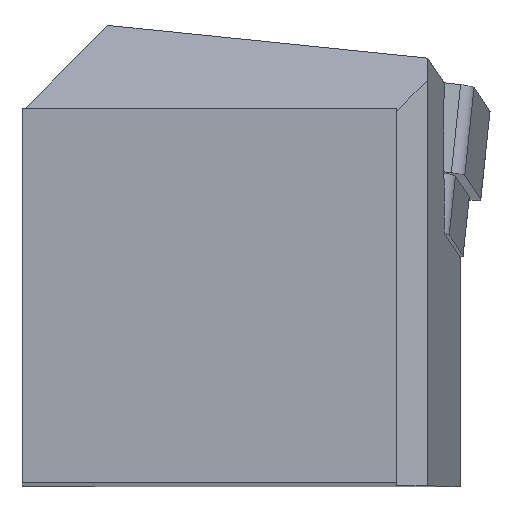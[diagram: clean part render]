
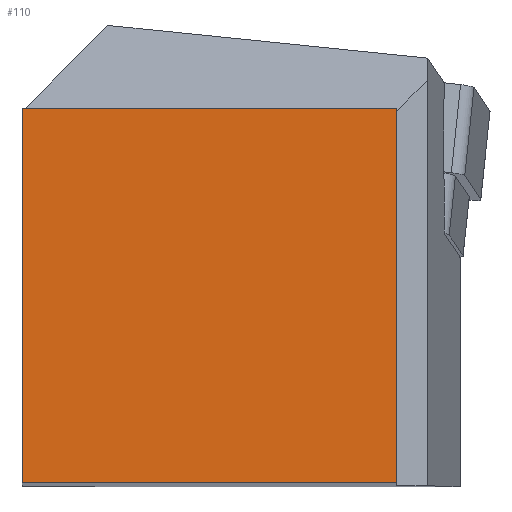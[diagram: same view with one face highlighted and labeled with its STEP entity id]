
A CAD part, top view. The second image highlights one B-rep face of the part: STEP entity #110.
In plain terms, the highlighted planar face has unit normal (0, 0, 1).
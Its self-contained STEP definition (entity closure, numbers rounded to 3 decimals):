
#77=PLANE('',#864);
#110=ADVANCED_FACE('',(#164),#77,.T.);
#164=FACE_OUTER_BOUND('',#204,.T.);
#204=EDGE_LOOP('',(#362,#363,#364,#365));
#362=ORIENTED_EDGE('',*,*,#594,.T.);
#363=ORIENTED_EDGE('',*,*,#617,.T.);
#364=ORIENTED_EDGE('',*,*,#574,.T.);
#365=ORIENTED_EDGE('',*,*,#618,.T.);
#499=VERTEX_POINT('',#1173);
#500=VERTEX_POINT('',#1175);
#514=VERTEX_POINT('',#1213);
#515=VERTEX_POINT('',#1215);
#574=EDGE_CURVE('',#500,#499,#680,.T.);
#594=EDGE_CURVE('',#515,#514,#699,.T.);
#617=EDGE_CURVE('',#514,#500,#718,.T.);
#618=EDGE_CURVE('',#499,#515,#719,.T.);
#680=LINE('',#1174,#762);
#699=LINE('',#1214,#781);
#718=LINE('',#1255,#800);
#719=LINE('',#1258,#801);
#762=VECTOR('',#938,1.);
#781=VECTOR('',#969,1.);
#800=VECTOR('',#1010,1.);
#801=VECTOR('',#1015,1.);
#864=AXIS2_PLACEMENT_3D('',#1260,#1018,#1019);
#938=DIRECTION('',(0.,1.,0.));
#969=DIRECTION('',(0.,-1.,0.));
#1010=DIRECTION('',(1.,0.,0.));
#1015=DIRECTION('',(-1.,0.,0.));
#1018=DIRECTION('',(0.,0.,1.));
#1019=DIRECTION('',(0.,1.,0.));
#1173=CARTESIAN_POINT('',(20.,20.,0.));
#1174=CARTESIAN_POINT('',(20.,0.,0.));
#1175=CARTESIAN_POINT('',(20.,0.,0.));
#1213=CARTESIAN_POINT('',(0.,0.,0.));
#1214=CARTESIAN_POINT('',(0.,20.,0.));
#1215=CARTESIAN_POINT('',(0.,20.,0.));
#1255=CARTESIAN_POINT('',(0.,0.,0.));
#1258=CARTESIAN_POINT('',(20.,20.,0.));
#1260=CARTESIAN_POINT('',(10.,10.,0.));
